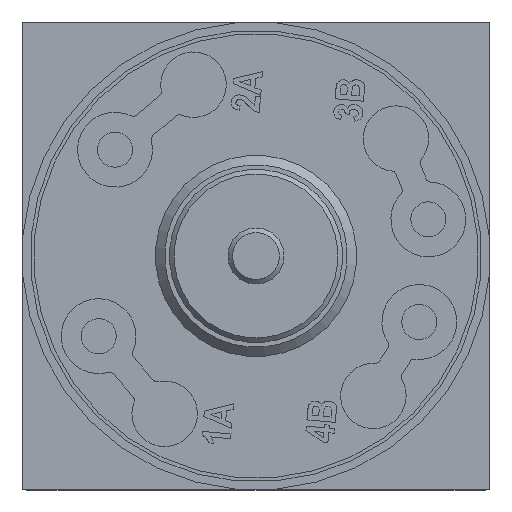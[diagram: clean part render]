
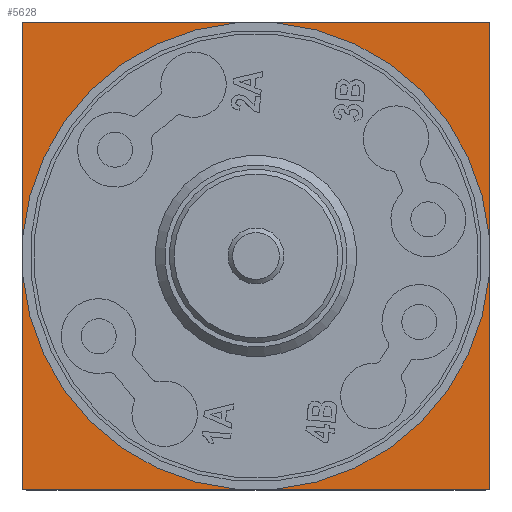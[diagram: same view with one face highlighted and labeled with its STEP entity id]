
A CAD part, left-side view. The second image highlights one B-rep face of the part: STEP entity #5628.
In plain terms, the highlighted planar face has unit normal (-1, 0, 0).
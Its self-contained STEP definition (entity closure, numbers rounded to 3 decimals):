
#148=FACE_BOUND('',#1137,.T.);
#443=CIRCLE('',#6048,4.55);
#748=FACE_OUTER_BOUND('',#1136,.T.);
#1136=EDGE_LOOP('',(#4570,#4571,#4572,#4573));
#1137=EDGE_LOOP('',(#4574));
#1595=LINE('',#10988,#2065);
#1596=LINE('',#10990,#2066);
#1597=LINE('',#10992,#2067);
#1598=LINE('',#10993,#2068);
#2065=VECTOR('',#7382,10.);
#2066=VECTOR('',#7383,10.);
#2067=VECTOR('',#7384,10.);
#2068=VECTOR('',#7385,10.);
#2569=VERTEX_POINT('',#10659);
#2592=VERTEX_POINT('',#10986);
#2593=VERTEX_POINT('',#10987);
#2594=VERTEX_POINT('',#10989);
#2595=VERTEX_POINT('',#10991);
#3256=EDGE_CURVE('',#2569,#2569,#443,.T.);
#3284=EDGE_CURVE('',#2592,#2593,#1595,.T.);
#3285=EDGE_CURVE('',#2593,#2594,#1596,.T.);
#3286=EDGE_CURVE('',#2594,#2595,#1597,.T.);
#3287=EDGE_CURVE('',#2595,#2592,#1598,.T.);
#4570=ORIENTED_EDGE('',*,*,#3284,.T.);
#4571=ORIENTED_EDGE('',*,*,#3285,.T.);
#4572=ORIENTED_EDGE('',*,*,#3286,.T.);
#4573=ORIENTED_EDGE('',*,*,#3287,.T.);
#4574=ORIENTED_EDGE('',*,*,#3256,.T.);
#5017=PLANE('',#6086);
#5628=ADVANCED_FACE('',(#748,#148),#5017,.F.);
#6048=AXIS2_PLACEMENT_3D('',#10660,#7300,#7301);
#6086=AXIS2_PLACEMENT_3D('',#10985,#7380,#7381);
#7300=DIRECTION('center_axis',(1.,0.,0.));
#7301=DIRECTION('ref_axis',(0.,-0.996,-0.087));
#7380=DIRECTION('center_axis',(1.,0.,0.));
#7381=DIRECTION('ref_axis',(0.,0.,1.));
#7382=DIRECTION('',(0.,0.,1.));
#7383=DIRECTION('',(0.,1.,0.));
#7384=DIRECTION('',(0.,0.,-1.));
#7385=DIRECTION('',(0.,-1.,0.));
#10659=CARTESIAN_POINT('',(-14.474,-7.567,-0.397));
#10660=CARTESIAN_POINT('Origin',(-14.474,-3.035,0.));
#10985=CARTESIAN_POINT('Origin',(-14.474,-3.035,0.));
#10986=CARTESIAN_POINT('',(-14.474,-8.035,-5.));
#10987=CARTESIAN_POINT('',(-14.474,-8.035,5.));
#10988=CARTESIAN_POINT('',(-14.474,-8.035,-5.));
#10989=CARTESIAN_POINT('',(-14.474,1.965,5.));
#10990=CARTESIAN_POINT('',(-14.474,-8.035,5.));
#10991=CARTESIAN_POINT('',(-14.474,1.965,-5.));
#10992=CARTESIAN_POINT('',(-14.474,1.965,5.));
#10993=CARTESIAN_POINT('',(-14.474,1.965,-5.));
